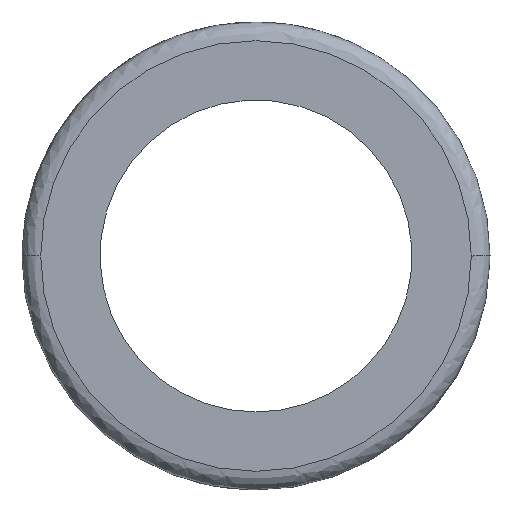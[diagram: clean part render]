
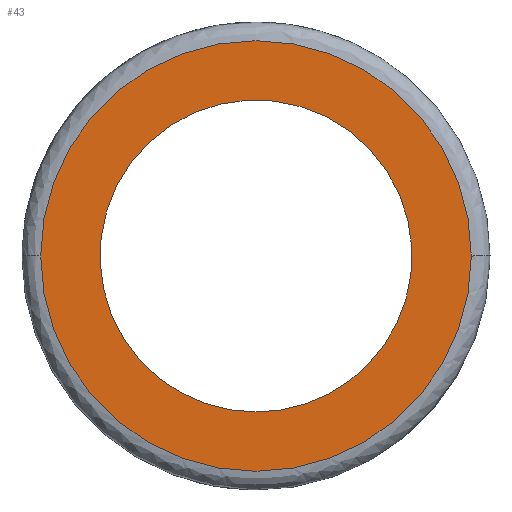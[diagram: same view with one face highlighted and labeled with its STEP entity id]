
A CAD part, front view. The second image highlights one B-rep face of the part: STEP entity #43.
In plain terms, the highlighted planar face has unit normal (0, -1, 0).
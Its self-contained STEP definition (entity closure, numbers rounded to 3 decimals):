
#43=ADVANCED_FACE('',(#90,#91),#89,.F.);
#89=PLANE('',#241);
#90=FACE_OUTER_BOUND('',#242,.T.);
#91=FACE_BOUND('',#243,.T.);
#238=CARTESIAN_POINT('',(-28.683,0.,-31.74));
#239=DIRECTION('',(0.,1.,0.));
#240=DIRECTION('',(0.,0.,1.));
#241=AXIS2_PLACEMENT_3D('',#238,#239,#240);
#242=EDGE_LOOP('',(#406,#407,#408));
#243=EDGE_LOOP('',(#409,#410,#411));
#406=ORIENTED_EDGE('',*,*,#502,.T.);
#407=ORIENTED_EDGE('',*,*,#503,.T.);
#408=ORIENTED_EDGE('',*,*,#504,.T.);
#409=ORIENTED_EDGE('',*,*,#505,.F.);
#410=ORIENTED_EDGE('',*,*,#506,.F.);
#411=ORIENTED_EDGE('',*,*,#507,.F.);
#502=EDGE_CURVE('',#658,#659,#660,.T.);
#503=EDGE_CURVE('',#659,#666,#667,.T.);
#504=EDGE_CURVE('',#666,#658,#673,.T.);
#505=EDGE_CURVE('',#679,#680,#681,.T.);
#506=EDGE_CURVE('',#687,#679,#688,.T.);
#507=EDGE_CURVE('',#680,#687,#694,.T.);
#658=VERTEX_POINT('',#946);
#659=VERTEX_POINT('',#947);
#660=CIRCLE('',#951,13.8);
#666=VERTEX_POINT('',#952);
#667=CIRCLE('',#956,13.8);
#673=CIRCLE('',#960,13.8);
#679=VERTEX_POINT('',#961);
#680=VERTEX_POINT('',#962);
#681=CIRCLE('',#966,10.);
#687=VERTEX_POINT('',#967);
#688=CIRCLE('',#971,10.);
#694=CIRCLE('',#975,10.);
#946=CARTESIAN_POINT('',(0.,0.,13.8));
#947=CARTESIAN_POINT('',(-13.8,0.,0.));
#948=CARTESIAN_POINT('',(0.,0.,0.));
#949=DIRECTION('',(0.,-1.,0.));
#950=DIRECTION('',(0.,0.,1.));
#951=AXIS2_PLACEMENT_3D('',#948,#949,#950);
#952=CARTESIAN_POINT('',(13.8,0.,-0.001));
#953=CARTESIAN_POINT('',(0.,0.,0.));
#954=DIRECTION('',(0.,-1.,0.));
#955=DIRECTION('',(0.,0.,1.));
#956=AXIS2_PLACEMENT_3D('',#953,#954,#955);
#957=CARTESIAN_POINT('',(0.,0.,0.));
#958=DIRECTION('',(0.,-1.,0.));
#959=DIRECTION('',(0.,0.,1.));
#960=AXIS2_PLACEMENT_3D('',#957,#958,#959);
#961=CARTESIAN_POINT('',(-9.93,0.,1.18));
#962=CARTESIAN_POINT('',(0.,0.,-10.));
#963=CARTESIAN_POINT('',(0.,0.,0.));
#964=DIRECTION('',(0.,-1.,0.));
#965=DIRECTION('',(0.,0.,-1.));
#966=AXIS2_PLACEMENT_3D('',#963,#964,#965);
#967=CARTESIAN_POINT('',(9.93,0.,-1.182));
#968=CARTESIAN_POINT('',(0.,0.,0.));
#969=DIRECTION('',(0.,-1.,0.));
#970=DIRECTION('',(0.,0.,-1.));
#971=AXIS2_PLACEMENT_3D('',#968,#969,#970);
#972=CARTESIAN_POINT('',(0.,0.,0.));
#973=DIRECTION('',(0.,-1.,0.));
#974=DIRECTION('',(0.,0.,-1.));
#975=AXIS2_PLACEMENT_3D('',#972,#973,#974);
